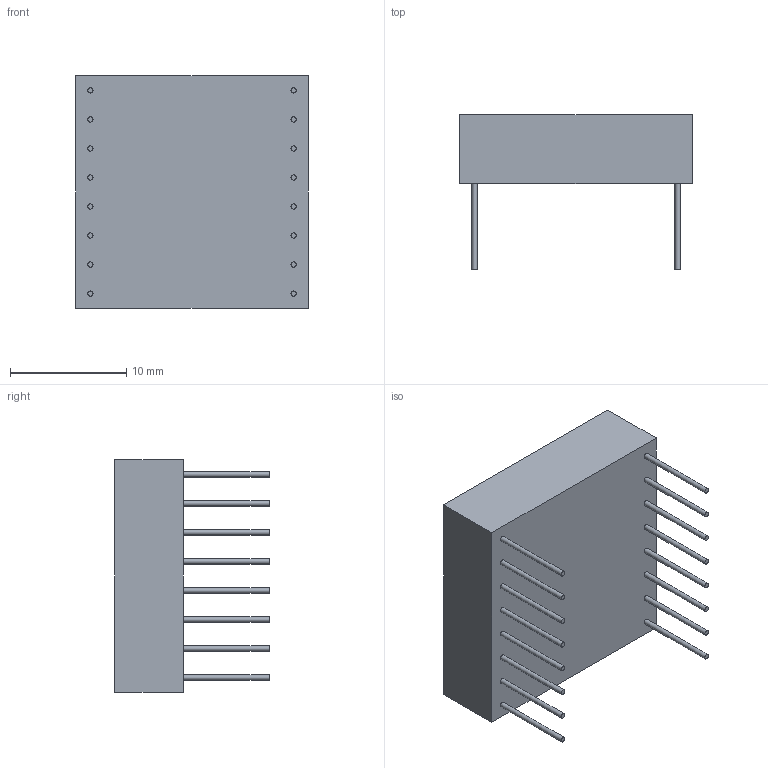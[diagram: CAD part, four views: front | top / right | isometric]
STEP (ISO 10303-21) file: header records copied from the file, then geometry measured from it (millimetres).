
FILE_DESCRIPTION(/* description */ (''),/* implementation_level */ '2;1');
FILE_NAME(/* name */ 'KWM-20882XBA v2.step',/* time_stamp */ '2023-04-11T16:36:34+10:00',/* author */ (''),/* organization */ (''),/* preprocessor_version */ 'ST-DEVELOPER v19.2',/* originating_system */ 'Autodesk Translation Framework v12.4.0.73',/* authorisation */ '');
FILE_SCHEMA (('AUTOMOTIVE_DESIGN { 1 0 10303 214 3 1 1 }'));
Length unit declared in the file: millimetre
Products named in the file (1): KWM-20882XBA
Bounding box: 20 x 13.3 x 20 mm (x, y, z)
Volume: 2360.7 mm3; surface area: 1477.6 mm2
Topology: 1 solids, 1 shells, 166 faces, 252 edges, 168 vertices
Faces by surface type: plane 86, cylinder 80
Full cylindrical faces by diameter (mm): 0.45 x16, 1.9 x64
Entity records: 3902 total; most frequent: DIRECTION 746, CARTESIAN_POINT 587, ORIENTED_EDGE 504, AXIS2_PLACEMENT_3D 327, EDGE_CURVE 252, EDGE_LOOP 246, VERTEX_POINT 168, FACE_OUTER_BOUND 166
